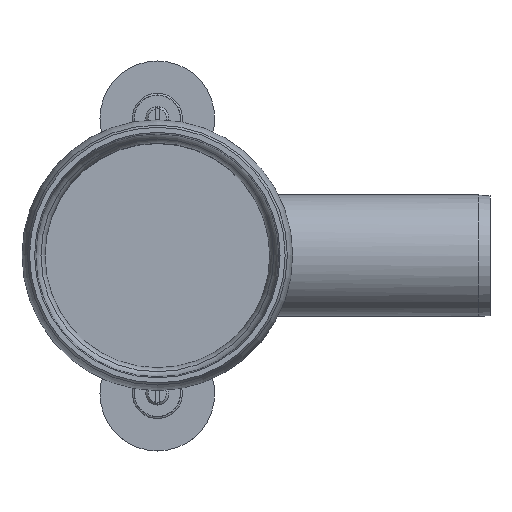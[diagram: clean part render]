
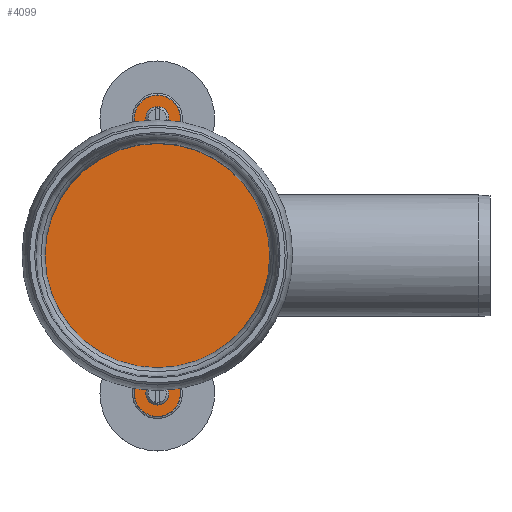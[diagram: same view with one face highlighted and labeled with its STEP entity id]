
A CAD part, top view. The second image highlights one B-rep face of the part: STEP entity #4099.
In plain terms, the highlighted planar face has unit normal (0, 0, 1).
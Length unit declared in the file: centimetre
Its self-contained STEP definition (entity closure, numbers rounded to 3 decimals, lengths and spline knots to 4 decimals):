
#327=FACE_BOUND('',#1026,.T.);
#328=FACE_BOUND('',#1027,.T.);
#341=PLANE('',#4462);
#421=CIRCLE('',#4429,4.25);
#423=CIRCLE('',#4432,4.25);
#424=CIRCLE('',#4434,51.);
#426=CIRCLE('',#4437,3.);
#428=CIRCLE('',#4441,10.);
#430=CIRCLE('',#4445,3.);
#432=CIRCLE('',#4448,51.);
#434=CIRCLE('',#4451,3.);
#436=CIRCLE('',#4455,10.);
#438=CIRCLE('',#4459,3.);
#732=FACE_OUTER_BOUND('',#1025,.T.);
#1025=EDGE_LOOP('',(#2971,#2972,#2973,#2974,#2975,#2976,#2977,#2978,#2979,
#2980,#2981,#2982));
#1026=EDGE_LOOP('',(#2983));
#1027=EDGE_LOOP('',(#2984));
#1301=LINE('',#6798,#1554);
#1305=LINE('',#6810,#1558);
#1311=LINE('',#6834,#1564);
#1315=LINE('',#6846,#1568);
#1554=VECTOR('',#5129,1.);
#1558=VECTOR('',#5141,1.);
#1564=VECTOR('',#5167,1.);
#1568=VECTOR('',#5179,1.);
#1840=VERTEX_POINT('',#6772);
#1842=VERTEX_POINT('',#6778);
#1843=VERTEX_POINT('',#6782);
#1844=VERTEX_POINT('',#6783);
#1847=VERTEX_POINT('',#6791);
#1849=VERTEX_POINT('',#6797);
#1851=VERTEX_POINT('',#6803);
#1853=VERTEX_POINT('',#6809);
#1855=VERTEX_POINT('',#6815);
#1857=VERTEX_POINT('',#6821);
#1859=VERTEX_POINT('',#6827);
#1861=VERTEX_POINT('',#6833);
#1863=VERTEX_POINT('',#6839);
#1865=VERTEX_POINT('',#6845);
#2218=EDGE_CURVE('',#1840,#1840,#421,.T.);
#2221=EDGE_CURVE('',#1842,#1842,#423,.T.);
#2222=EDGE_CURVE('',#1843,#1844,#424,.T.);
#2226=EDGE_CURVE('',#1847,#1843,#426,.T.);
#2229=EDGE_CURVE('',#1849,#1847,#1301,.T.);
#2232=EDGE_CURVE('',#1851,#1849,#428,.T.);
#2235=EDGE_CURVE('',#1853,#1851,#1305,.T.);
#2238=EDGE_CURVE('',#1855,#1853,#430,.T.);
#2241=EDGE_CURVE('',#1857,#1855,#432,.T.);
#2244=EDGE_CURVE('',#1859,#1857,#434,.T.);
#2247=EDGE_CURVE('',#1861,#1859,#1311,.T.);
#2250=EDGE_CURVE('',#1863,#1861,#436,.T.);
#2253=EDGE_CURVE('',#1865,#1863,#1315,.T.);
#2256=EDGE_CURVE('',#1844,#1865,#438,.T.);
#2971=ORIENTED_EDGE('',*,*,#2256,.F.);
#2972=ORIENTED_EDGE('',*,*,#2222,.F.);
#2973=ORIENTED_EDGE('',*,*,#2226,.F.);
#2974=ORIENTED_EDGE('',*,*,#2229,.F.);
#2975=ORIENTED_EDGE('',*,*,#2232,.F.);
#2976=ORIENTED_EDGE('',*,*,#2235,.F.);
#2977=ORIENTED_EDGE('',*,*,#2238,.F.);
#2978=ORIENTED_EDGE('',*,*,#2241,.F.);
#2979=ORIENTED_EDGE('',*,*,#2244,.F.);
#2980=ORIENTED_EDGE('',*,*,#2247,.F.);
#2981=ORIENTED_EDGE('',*,*,#2250,.F.);
#2982=ORIENTED_EDGE('',*,*,#2253,.F.);
#2983=ORIENTED_EDGE('',*,*,#2221,.F.);
#2984=ORIENTED_EDGE('',*,*,#2218,.F.);
#4099=ADVANCED_FACE('',(#732,#327,#328),#341,.F.);
#4429=AXIS2_PLACEMENT_3D('',#6774,#5103,#5104);
#4432=AXIS2_PLACEMENT_3D('',#6780,#5110,#5111);
#4434=AXIS2_PLACEMENT_3D('',#6784,#5114,#5115);
#4437=AXIS2_PLACEMENT_3D('',#6792,#5122,#5123);
#4441=AXIS2_PLACEMENT_3D('',#6804,#5134,#5135);
#4445=AXIS2_PLACEMENT_3D('',#6816,#5146,#5147);
#4448=AXIS2_PLACEMENT_3D('',#6822,#5153,#5154);
#4451=AXIS2_PLACEMENT_3D('',#6828,#5160,#5161);
#4455=AXIS2_PLACEMENT_3D('',#6840,#5172,#5173);
#4459=AXIS2_PLACEMENT_3D('',#6851,#5184,#5185);
#4462=AXIS2_PLACEMENT_3D('',#6854,#5190,#5191);
#5103=DIRECTION('center_axis',(0.,0.,1.));
#5104=DIRECTION('ref_axis',(1.,0.,0.));
#5110=DIRECTION('center_axis',(0.,0.,1.));
#5111=DIRECTION('ref_axis',(-1.,0.,0.));
#5114=DIRECTION('center_axis',(0.,0.,-1.));
#5115=DIRECTION('ref_axis',(0.241,0.971,0.));
#5122=DIRECTION('center_axis',(0.,0.,1.));
#5123=DIRECTION('ref_axis',(-1.,0.,0.));
#5129=DIRECTION('',(0.,-1.,0.));
#5134=DIRECTION('center_axis',(0.,0.,-1.));
#5135=DIRECTION('ref_axis',(-1.,0.,0.));
#5141=DIRECTION('',(0.,1.,0.));
#5146=DIRECTION('center_axis',(0.,0.,1.));
#5147=DIRECTION('ref_axis',(0.241,-0.971,0.));
#5153=DIRECTION('center_axis',(0.,0.,-1.));
#5154=DIRECTION('ref_axis',(-0.241,-0.971,0.));
#5160=DIRECTION('center_axis',(0.,0.,1.));
#5161=DIRECTION('ref_axis',(1.,0.,0.));
#5167=DIRECTION('',(0.,1.,0.));
#5172=DIRECTION('center_axis',(0.,0.,-1.));
#5173=DIRECTION('ref_axis',(1.,0.,0.));
#5179=DIRECTION('',(0.,-1.,0.));
#5184=DIRECTION('center_axis',(0.,0.,1.));
#5185=DIRECTION('ref_axis',(-0.241,0.971,0.));
#5190=DIRECTION('center_axis',(0.,0.,-1.));
#5191=DIRECTION('ref_axis',(1.,0.,0.));
#6772=CARTESIAN_POINT('',(-4.25,60.,32.));
#6774=CARTESIAN_POINT('Origin',(0.,60.,32.));
#6778=CARTESIAN_POINT('',(4.25,-60.,32.));
#6780=CARTESIAN_POINT('Origin',(0.,-60.,32.));
#6782=CARTESIAN_POINT('',(12.2778,49.5001,32.));
#6783=CARTESIAN_POINT('',(12.2778,-49.5001,32.));
#6784=CARTESIAN_POINT('Origin',(0.,0.,
32.));
#6791=CARTESIAN_POINT('',(10.,52.4118,32.));
#6792=CARTESIAN_POINT('Origin',(13.,52.4118,32.));
#6797=CARTESIAN_POINT('',(10.,60.,32.));
#6798=CARTESIAN_POINT('',(10.,60.,32.));
#6803=CARTESIAN_POINT('',(-10.,60.,32.));
#6804=CARTESIAN_POINT('Origin',(0.,60.,32.));
#6809=CARTESIAN_POINT('',(-10.,52.4118,32.));
#6810=CARTESIAN_POINT('',(-10.,52.4118,32.));
#6815=CARTESIAN_POINT('',(-12.2778,49.5001,32.));
#6816=CARTESIAN_POINT('Origin',(-13.,52.4118,32.));
#6821=CARTESIAN_POINT('',(-12.2778,-49.5001,32.));
#6822=CARTESIAN_POINT('Origin',(0.,0.,32.));
#6827=CARTESIAN_POINT('',(-10.,-52.4118,32.));
#6828=CARTESIAN_POINT('Origin',(-13.,-52.4118,32.));
#6833=CARTESIAN_POINT('',(-10.,-60.,32.));
#6834=CARTESIAN_POINT('',(-10.,-60.,32.));
#6839=CARTESIAN_POINT('',(10.,-60.,32.));
#6840=CARTESIAN_POINT('Origin',(0.,-60.,32.));
#6845=CARTESIAN_POINT('',(10.,-52.4118,32.));
#6846=CARTESIAN_POINT('',(10.,-52.4118,32.));
#6851=CARTESIAN_POINT('Origin',(13.,-52.4118,32.));
#6854=CARTESIAN_POINT('Origin',(0.,0.,
32.));
